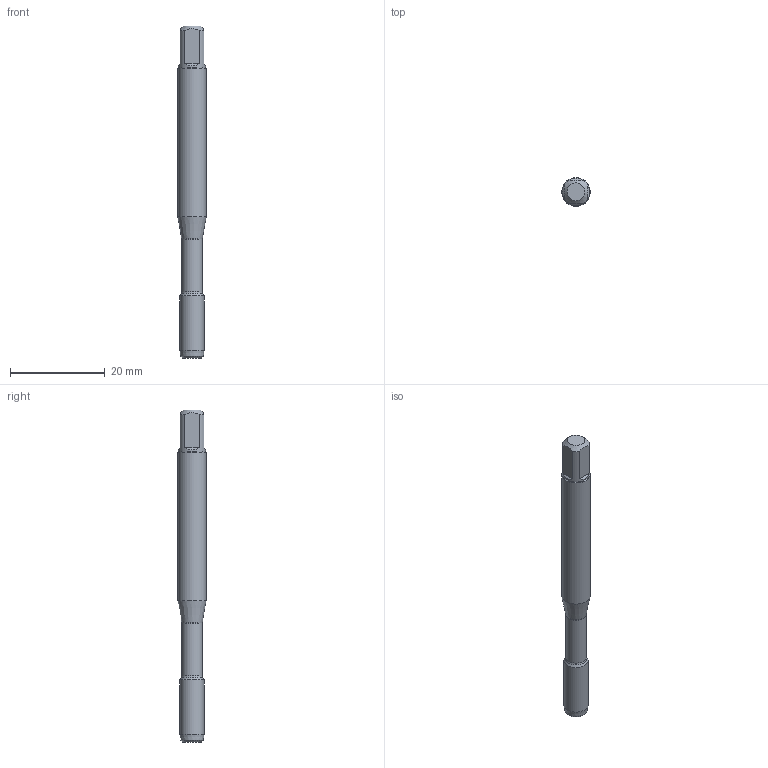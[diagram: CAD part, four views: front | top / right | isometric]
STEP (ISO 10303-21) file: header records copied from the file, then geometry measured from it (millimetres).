
FILE_DESCRIPTION(/* description */ (''),/* implementation_level */ '2;1');
FILE_NAME(/* name */ 'TOOL.STP',/* time_stamp */ '2024-06-11T06:11:36+02:00',/* author */ (''),/* organization */ ('SMS'),/* preprocessor_version */ 'ST-DEVELOPER v16.7',/* originating_system */ 'SIEMENS PLM Software NX 12.0',/* authorisation */ '');
FILE_SCHEMA (('AUTOMOTIVE_DESIGN { 1 0 10303 214 3 1 1 1 }'));
Length unit declared in the file: millimetre
Products named in the file (1): Tool
Bounding box: 6 x 6 x 70.1 mm (x, y, z)
Volume: 1629 mm3; surface area: 1271.7 mm2
Topology: 2 solids, 2 shells, 24 faces, 55 edges, 38 vertices
Faces by surface type: plane 12, cone 6, cylinder 4, torus 2
Full cylindrical faces by diameter (mm): 4.327 x1, 5.11 x1, 5.76 x1, 6 x1
Entity records: 680 total; most frequent: CARTESIAN_POINT 136, DIRECTION 110, ORIENTED_EDGE 74, AXIS2_PLACEMENT_3D 49, EDGE_CURVE 37, EDGE_LOOP 36, VERTEX_POINT 29, ADVANCED_FACE 24
